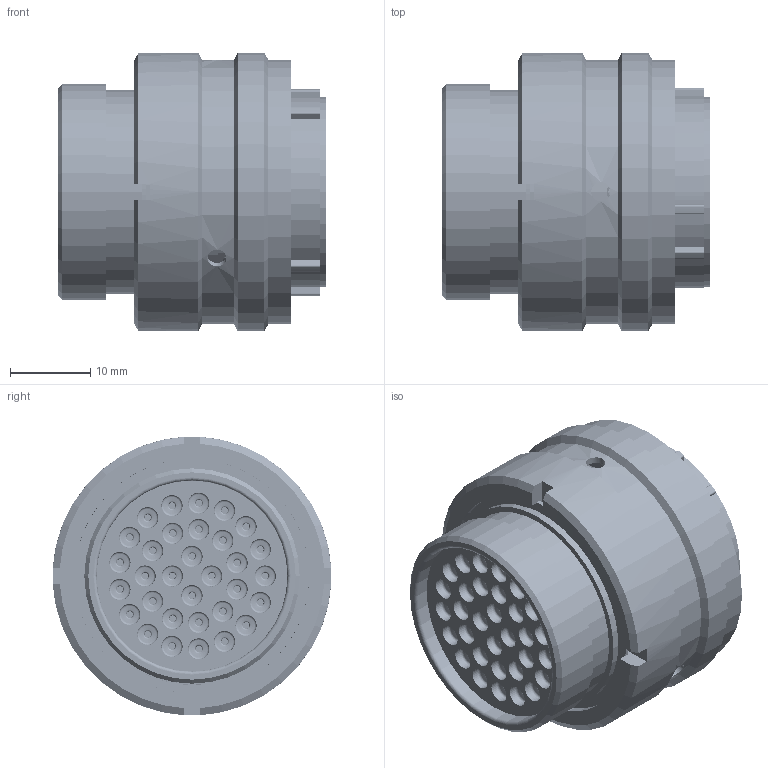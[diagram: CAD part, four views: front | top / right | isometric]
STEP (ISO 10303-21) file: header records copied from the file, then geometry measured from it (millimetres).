
FILE_DESCRIPTION (( 'STEP AP214' ), '1' );
FILE_NAME ('AS618-32SN.STEP', '2017-02-15T14:06:31', ( '' ), ( '' ), 'SwSTEP 2.0', 'SolidWorks 2014', '' );
FILE_SCHEMA (( 'AUTOMOTIVE_DESIGN' ));
Length unit declared in the file: millimetre
Products named in the file (1): AS618-32SN
Bounding box: 33.37 x 34.7 x 34.7 mm (x, y, z)
Volume: 17481 mm3; surface area: 24054.1 mm2
Topology: 2 solids, 2 shells, 4569 faces, 10500 edges, 6258 vertices
Faces by surface type: cylinder 1313, plane 1228, torus 1222, cone 669, bspline 137
Entity records: 190429 total; most frequent: CARTESIAN_POINT 40199, DIRECTION 21806, ORIENTED_EDGE 20872, EDGE_CURVE 10436, AXIS2_PLACEMENT_3D 9347, VERTEX_POINT 6258, EDGE_LOOP 4972, CIRCLE 4914
